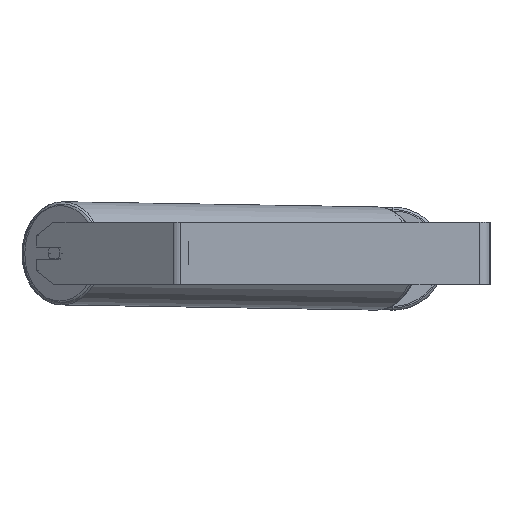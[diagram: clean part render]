
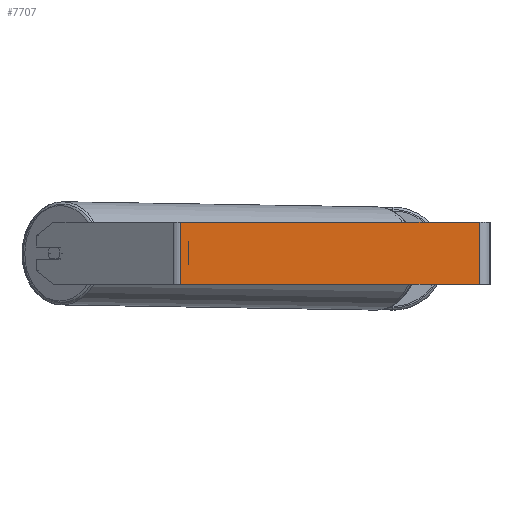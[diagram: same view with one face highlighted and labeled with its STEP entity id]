
A CAD part, left-side view. The second image highlights one B-rep face of the part: STEP entity #7707.
In plain terms, the highlighted planar face has unit normal (-1, 0, 0).
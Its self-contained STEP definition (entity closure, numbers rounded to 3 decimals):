
#21 = VERTEX_POINT ( 'NONE', #5965 ) ;
#186 = EDGE_LOOP ( 'NONE', ( #5360, #7166, #5312, #5485 ) ) ;
#221 = DIRECTION ( 'NONE',  ( 0., 0., -1. ) ) ;
#318 = VECTOR ( 'NONE', #1172, 1000. ) ;
#968 = VERTEX_POINT ( 'NONE', #5248 ) ;
#1172 = DIRECTION ( 'NONE',  ( 0., -1., 0. ) ) ;
#1176 = DIRECTION ( 'NONE',  ( 0., 0., -1. ) ) ;
#1587 = EDGE_CURVE ( 'NONE', #8485, #21, #7335, .T. ) ;
#2552 = EDGE_CURVE ( 'NONE', #4558, #21, #4946, .T. ) ;
#2900 = LINE ( 'NONE', #6928, #8040 ) ;
#3003 = EDGE_CURVE ( 'NONE', #968, #8485, #3372, .T. ) ;
#3028 = FACE_OUTER_BOUND ( 'NONE', #186, .T. ) ;
#3372 = LINE ( 'NONE', #8603, #318 ) ;
#4558 = VERTEX_POINT ( 'NONE', #5935 ) ;
#4946 = LINE ( 'NONE', #5029, #6436 ) ;
#5029 = CARTESIAN_POINT ( 'NONE',  ( -1000., 403.899, -40. ) ) ;
#5171 = CARTESIAN_POINT ( 'NONE',  ( -1000., 14., 40. ) ) ;
#5248 = CARTESIAN_POINT ( 'NONE',  ( -1000., 398.804, 40. ) ) ;
#5310 = CARTESIAN_POINT ( 'NONE',  ( -1000., 14., 40. ) ) ;
#5312 = ORIENTED_EDGE ( 'NONE', *, *, #3003, .F. ) ;
#5360 = ORIENTED_EDGE ( 'NONE', *, *, #2552, .T. ) ;
#5435 = VECTOR ( 'NONE', #1176, 1000. ) ;
#5485 = ORIENTED_EDGE ( 'NONE', *, *, #7662, .T. ) ;
#5769 = AXIS2_PLACEMENT_3D ( 'NONE', #7717, #6262, #221 ) ;
#5935 = CARTESIAN_POINT ( 'NONE',  ( -1000., 398.804, -40. ) ) ;
#5965 = CARTESIAN_POINT ( 'NONE',  ( -1000., 14., -40. ) ) ;
#6262 = DIRECTION ( 'NONE',  ( 1., 0., 0. ) ) ;
#6436 = VECTOR ( 'NONE', #7721, 1000. ) ;
#6928 = CARTESIAN_POINT ( 'NONE',  ( -1000., 398.804, 40. ) ) ;
#7050 = DIRECTION ( 'NONE',  ( 0., 0., -1. ) ) ;
#7100 = PLANE ( 'NONE',  #5769 ) ;
#7166 = ORIENTED_EDGE ( 'NONE', *, *, #1587, .F. ) ;
#7335 = LINE ( 'NONE', #5171, #5435 ) ;
#7662 = EDGE_CURVE ( 'NONE', #968, #4558, #2900, .T. ) ;
#7707 = ADVANCED_FACE ( 'NONE', ( #3028 ), #7100, .F. ) ;
#7717 = CARTESIAN_POINT ( 'NONE',  ( -1000., 403.899, 40. ) ) ;
#7721 = DIRECTION ( 'NONE',  ( 0., -1., 0. ) ) ;
#8040 = VECTOR ( 'NONE', #7050, 1000. ) ;
#8485 = VERTEX_POINT ( 'NONE', #5310 ) ;
#8603 = CARTESIAN_POINT ( 'NONE',  ( -1000., 403.899, 40. ) ) ;
